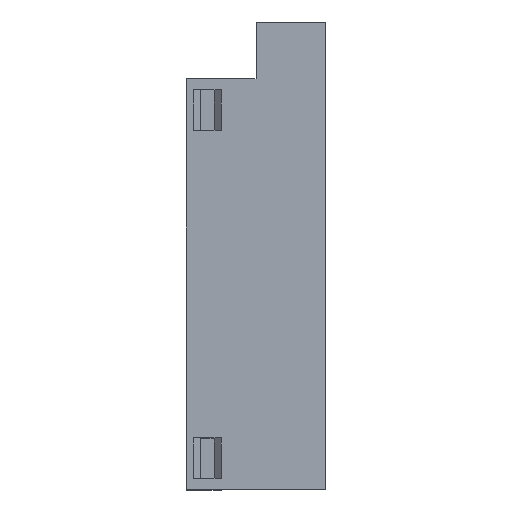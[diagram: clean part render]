
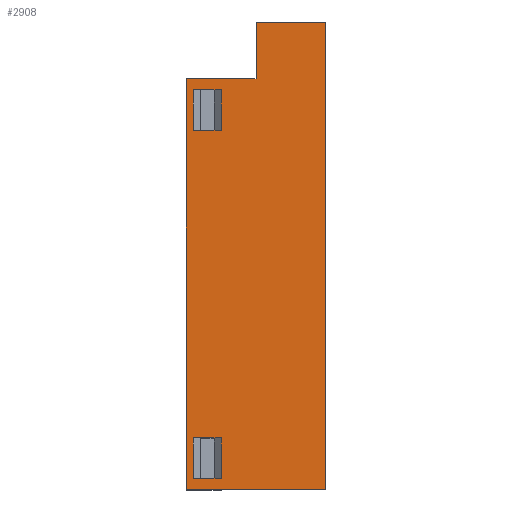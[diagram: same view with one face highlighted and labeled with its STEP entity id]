
A CAD part, top view. The second image highlights one B-rep face of the part: STEP entity #2908.
In plain terms, the highlighted planar face has unit normal (0, 0, 1).
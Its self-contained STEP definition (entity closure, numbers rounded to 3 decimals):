
#41 = VERTEX_POINT ( 'NONE', #133 ) ;
#50 = CARTESIAN_POINT ( 'NONE',  ( 20., 0., 0. ) ) ;
#133 = CARTESIAN_POINT ( 'NONE',  ( 5., 51.6, 0. ) ) ;
#289 = CARTESIAN_POINT ( 'NONE',  ( 5., 7.4, 0. ) ) ;
#298 = CARTESIAN_POINT ( 'NONE',  ( 10., 0., 0. ) ) ;
#300 = VECTOR ( 'NONE', #4069, 1000. ) ;
#322 = CARTESIAN_POINT ( 'NONE',  ( 4., 7.4, 0. ) ) ;
#379 = VERTEX_POINT ( 'NONE', #5264 ) ;
#383 = ORIENTED_EDGE ( 'NONE', *, *, #1083, .F. ) ;
#386 = CARTESIAN_POINT ( 'NONE',  ( 10., 0., 0. ) ) ;
#431 = CARTESIAN_POINT ( 'NONE',  ( 4., 51.6, 0. ) ) ;
#438 = LINE ( 'NONE', #2096, #1644 ) ;
#442 = CARTESIAN_POINT ( 'NONE',  ( 5., 57.4, 0. ) ) ;
#444 = ORIENTED_EDGE ( 'NONE', *, *, #4967, .T. ) ;
#512 = VECTOR ( 'NONE', #1463, 1000. ) ;
#516 = VERTEX_POINT ( 'NONE', #897 ) ;
#567 = EDGE_CURVE ( 'NONE', #2095, #379, #438, .T. ) ;
#580 = VECTOR ( 'NONE', #3717, 1000. ) ;
#607 = ORIENTED_EDGE ( 'NONE', *, *, #3253, .T. ) ;
#735 = VERTEX_POINT ( 'NONE', #289 ) ;
#753 = VECTOR ( 'NONE', #2506, 1000. ) ;
#754 = LINE ( 'NONE', #431, #5275 ) ;
#771 = PLANE ( 'NONE',  #1965 ) ;
#772 = VERTEX_POINT ( 'NONE', #2791 ) ;
#789 = EDGE_CURVE ( 'NONE', #516, #844, #4092, .T. ) ;
#797 = LINE ( 'NONE', #2049, #580 ) ;
#844 = VERTEX_POINT ( 'NONE', #3712 ) ;
#847 = DIRECTION ( 'NONE',  ( -1., 0., 0. ) ) ;
#855 = VERTEX_POINT ( 'NONE', #4116 ) ;
#892 = VERTEX_POINT ( 'NONE', #2984 ) ;
#897 = CARTESIAN_POINT ( 'NONE',  ( 10., 59., 0. ) ) ;
#1017 = ORIENTED_EDGE ( 'NONE', *, *, #1809, .T. ) ;
#1057 = LINE ( 'NONE', #298, #3699 ) ;
#1083 = EDGE_CURVE ( 'NONE', #1572, #1582, #3177, .T. ) ;
#1099 = DIRECTION ( 'NONE',  ( 0., 1., 0. ) ) ;
#1211 = EDGE_LOOP ( 'NONE', ( #4851, #1695, #1017, #2404 ) ) ;
#1229 = VECTOR ( 'NONE', #1099, 1000. ) ;
#1463 = DIRECTION ( 'NONE',  ( 0., -1., 0. ) ) ;
#1482 = LINE ( 'NONE', #1950, #512 ) ;
#1572 = VERTEX_POINT ( 'NONE', #4597 ) ;
#1582 = VERTEX_POINT ( 'NONE', #50 ) ;
#1600 = DIRECTION ( 'NONE',  ( 0., 1., 0. ) ) ;
#1644 = VECTOR ( 'NONE', #3731, 1000. ) ;
#1695 = ORIENTED_EDGE ( 'NONE', *, *, #4111, .T. ) ;
#1737 = ORIENTED_EDGE ( 'NONE', *, *, #2851, .F. ) ;
#1809 = EDGE_CURVE ( 'NONE', #3665, #2384, #797, .T. ) ;
#1950 = CARTESIAN_POINT ( 'NONE',  ( 5., 1.6, 0. ) ) ;
#1952 = DIRECTION ( 'NONE',  ( 0., -1., 0. ) ) ;
#1965 = AXIS2_PLACEMENT_3D ( 'NONE', #4969, #3310, #4553 ) ;
#2023 = DIRECTION ( 'NONE',  ( -1., 0., 0. ) ) ;
#2049 = CARTESIAN_POINT ( 'NONE',  ( 4., 1.6, 0. ) ) ;
#2070 = VECTOR ( 'NONE', #847, 1000. ) ;
#2095 = VERTEX_POINT ( 'NONE', #442 ) ;
#2096 = CARTESIAN_POINT ( 'NONE',  ( 4., 57.4, 0. ) ) ;
#2286 = DIRECTION ( 'NONE',  ( 0., -1., 0. ) ) ;
#2304 = ORIENTED_EDGE ( 'NONE', *, *, #3656, .F. ) ;
#2318 = EDGE_CURVE ( 'NONE', #735, #855, #4022, .T. ) ;
#2384 = VERTEX_POINT ( 'NONE', #3524 ) ;
#2404 = ORIENTED_EDGE ( 'NONE', *, *, #3295, .T. ) ;
#2429 = LINE ( 'NONE', #2974, #3723 ) ;
#2430 = ORIENTED_EDGE ( 'NONE', *, *, #3219, .T. ) ;
#2462 = ORIENTED_EDGE ( 'NONE', *, *, #567, .F. ) ;
#2484 = VECTOR ( 'NONE', #4833, 1000. ) ;
#2506 = DIRECTION ( 'NONE',  ( 0., 1., 0. ) ) ;
#2639 = VERTEX_POINT ( 'NONE', #4708 ) ;
#2692 = LINE ( 'NONE', #5279, #1229 ) ;
#2791 = CARTESIAN_POINT ( 'NONE',  ( 1., 51.6, 0. ) ) ;
#2815 = CARTESIAN_POINT ( 'NONE',  ( 10., 59., 0. ) ) ;
#2846 = ORIENTED_EDGE ( 'NONE', *, *, #789, .T. ) ;
#2851 = EDGE_CURVE ( 'NONE', #1582, #2639, #3711, .T. ) ;
#2860 = LINE ( 'NONE', #4134, #753 ) ;
#2903 = DIRECTION ( 'NONE',  ( -1., 0., 0. ) ) ;
#2908 = ADVANCED_FACE ( 'NONE', ( #3012, #4670, #3418 ), #771, .T. ) ;
#2974 = CARTESIAN_POINT ( 'NONE',  ( 1., 0., 0. ) ) ;
#2984 = CARTESIAN_POINT ( 'NONE',  ( 10., 67.15, 0. ) ) ;
#3012 = FACE_BOUND ( 'NONE', #3484, .T. ) ;
#3150 = CARTESIAN_POINT ( 'NONE',  ( 20., 0., 0. ) ) ;
#3177 = LINE ( 'NONE', #3150, #2484 ) ;
#3219 = EDGE_CURVE ( 'NONE', #772, #379, #2860, .T. ) ;
#3253 = EDGE_CURVE ( 'NONE', #1572, #892, #4517, .T. ) ;
#3295 = EDGE_CURVE ( 'NONE', #2384, #855, #2429, .T. ) ;
#3310 = DIRECTION ( 'NONE',  ( 0., 0., 1. ) ) ;
#3327 = CARTESIAN_POINT ( 'NONE',  ( 20., 67.15, 0. ) ) ;
#3414 = EDGE_LOOP ( 'NONE', ( #2304, #1737, #383, #607, #4098, #2846 ) ) ;
#3418 = FACE_OUTER_BOUND ( 'NONE', #3414, .T. ) ;
#3448 = ORIENTED_EDGE ( 'NONE', *, *, #5016, .T. ) ;
#3484 = EDGE_LOOP ( 'NONE', ( #2430, #2462, #444, #3448 ) ) ;
#3524 = CARTESIAN_POINT ( 'NONE',  ( 1., 1.6, 0. ) ) ;
#3656 = EDGE_CURVE ( 'NONE', #2639, #844, #2692, .T. ) ;
#3665 = VERTEX_POINT ( 'NONE', #4790 ) ;
#3699 = VECTOR ( 'NONE', #1952, 1000. ) ;
#3711 = LINE ( 'NONE', #386, #2070 ) ;
#3712 = CARTESIAN_POINT ( 'NONE',  ( 0., 59., 0. ) ) ;
#3717 = DIRECTION ( 'NONE',  ( -1., 0., 0. ) ) ;
#3723 = VECTOR ( 'NONE', #1600, 1000. ) ;
#3731 = DIRECTION ( 'NONE',  ( -1., 0., 0. ) ) ;
#3765 = DIRECTION ( 'NONE',  ( -1., 0., 0. ) ) ;
#3804 = VECTOR ( 'NONE', #3765, 1000. ) ;
#3974 = CARTESIAN_POINT ( 'NONE',  ( 5., 51.6, 0. ) ) ;
#4022 = LINE ( 'NONE', #322, #4870 ) ;
#4069 = DIRECTION ( 'NONE',  ( -1., 0., 0. ) ) ;
#4092 = LINE ( 'NONE', #2815, #300 ) ;
#4098 = ORIENTED_EDGE ( 'NONE', *, *, #4979, .T. ) ;
#4111 = EDGE_CURVE ( 'NONE', #735, #3665, #1482, .T. ) ;
#4116 = CARTESIAN_POINT ( 'NONE',  ( 1., 7.4, 0. ) ) ;
#4134 = CARTESIAN_POINT ( 'NONE',  ( 1., 0., 0. ) ) ;
#4517 = LINE ( 'NONE', #3327, #3804 ) ;
#4553 = DIRECTION ( 'NONE',  ( 1., 0., 0. ) ) ;
#4597 = CARTESIAN_POINT ( 'NONE',  ( 20., 67.15, 0. ) ) ;
#4670 = FACE_BOUND ( 'NONE', #1211, .T. ) ;
#4708 = CARTESIAN_POINT ( 'NONE',  ( 0., 0., 0. ) ) ;
#4790 = CARTESIAN_POINT ( 'NONE',  ( 5., 1.6, 0. ) ) ;
#4833 = DIRECTION ( 'NONE',  ( 0., -1., 0. ) ) ;
#4851 = ORIENTED_EDGE ( 'NONE', *, *, #2318, .F. ) ;
#4870 = VECTOR ( 'NONE', #2023, 1000. ) ;
#4967 = EDGE_CURVE ( 'NONE', #2095, #41, #5287, .T. ) ;
#4969 = CARTESIAN_POINT ( 'NONE',  ( 10., 0., 0. ) ) ;
#4979 = EDGE_CURVE ( 'NONE', #892, #516, #1057, .T. ) ;
#5016 = EDGE_CURVE ( 'NONE', #41, #772, #754, .T. ) ;
#5264 = CARTESIAN_POINT ( 'NONE',  ( 1., 57.4, 0. ) ) ;
#5275 = VECTOR ( 'NONE', #2903, 1000. ) ;
#5279 = CARTESIAN_POINT ( 'NONE',  ( 0., 0., 0. ) ) ;
#5287 = LINE ( 'NONE', #3974, #5354 ) ;
#5354 = VECTOR ( 'NONE', #2286, 1000. ) ;
